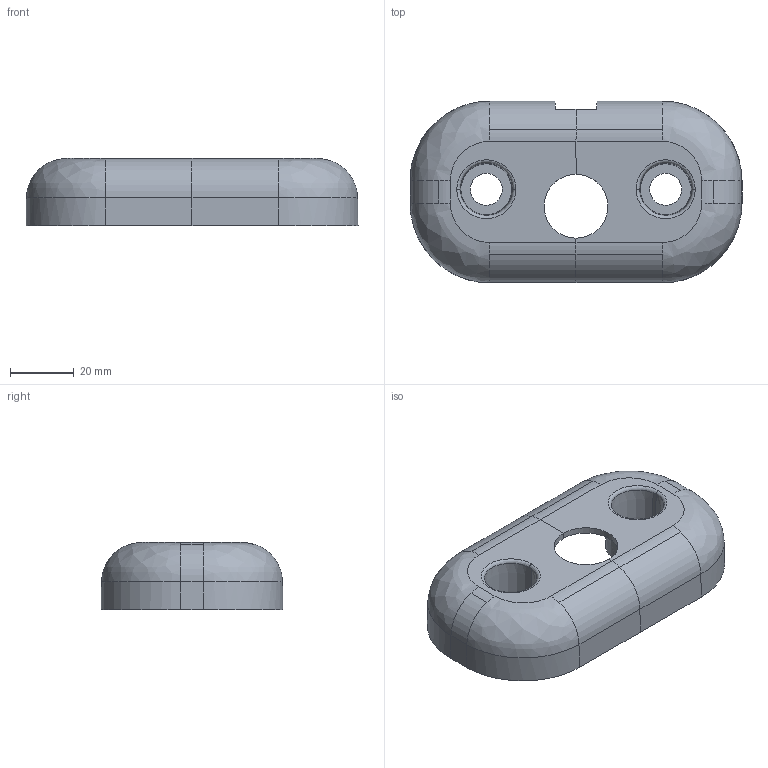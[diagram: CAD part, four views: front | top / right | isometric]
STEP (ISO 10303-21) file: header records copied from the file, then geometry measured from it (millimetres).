
FILE_DESCRIPTION((''),'2;1');
FILE_NAME('DB.stp','2020-04-21T00:30:48',(''),(''),'AutoCAD STEP 2000i','AutoCAD 2000i',', , ');
FILE_SCHEMA(('CONFIG_CONTROL_DESIGN'));
Length unit declared in the file: millimetre
Products named in the file (2): DB; PART1
Assembly tree (1 placements, depth 2):
  DB
    PART1
Bounding box: 104 x 57 x 21 mm (x, y, z)
Volume: 20511.6 mm3; surface area: 21751 mm2
Topology: 1 solids, 1 shells, 116 faces, 302 edges, 179 vertices
Faces by surface type: cylinder 42, plane 32, bspline 28, cone 12, torus 2
Entity records: 5801 total; most frequent: CARTESIAN_POINT 2981, ORIENTED_EDGE 588, DIRECTION 574, EDGE_CURVE 294, AXIS2_PLACEMENT_3D 226, VERTEX_POINT 178, CIRCLE 136, VECTOR 122
